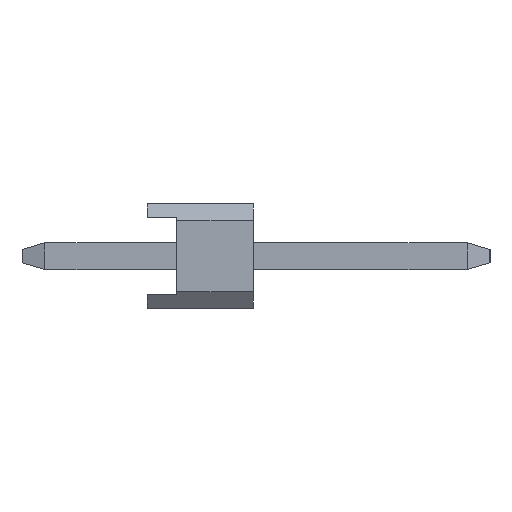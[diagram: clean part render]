
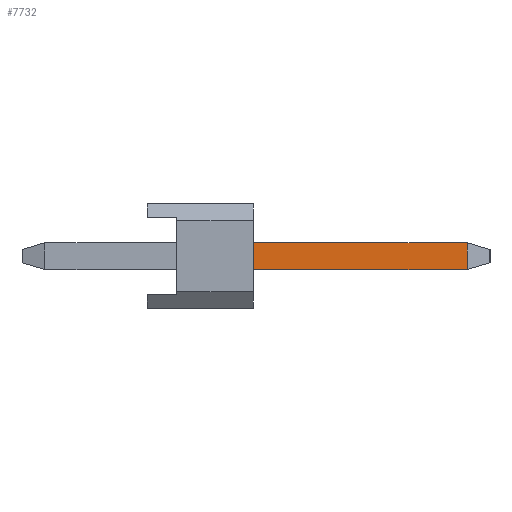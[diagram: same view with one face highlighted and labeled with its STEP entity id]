
A CAD part, left-side view. The second image highlights one B-rep face of the part: STEP entity #7732.
In plain terms, the highlighted planar face has unit normal (-1, 0, 0).
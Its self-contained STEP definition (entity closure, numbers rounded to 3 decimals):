
#4824=EDGE_CURVE('',#4938,#7474,#13786,.T.);
#4938=VERTEX_POINT('',#13912);
#5244=VERTEX_POINT('',#14248);
#5610=EDGE_CURVE('',#7474,#13152,#14651,.T.);
#5924=EDGE_CURVE('',#5244,#4938,#14997,.T.);
#7474=VERTEX_POINT('',#16673);
#7732=ADVANCED_FACE('',(#16961),#16962,.T.);
#8608=EDGE_CURVE('',#13152,#5244,#17983,.T.);
#13152=VERTEX_POINT('',#22997);
#13786=LINE('',#23794,#23795);
#13912=CARTESIAN_POINT('',(-35.88,-7.654,-0.32));
#14248=CARTESIAN_POINT('',(-35.88,-7.654,0.32));
#14651=LINE('',#25057,#25058);
#14997=LINE('',#25567,#25568);
#16673=CARTESIAN_POINT('',(-35.88,-2.54,-0.32));
#16961=FACE_OUTER_BOUND('',#28468,.T.);
#16962=PLANE('',#28469);
#17983=LINE('',#29933,#29934);
#22997=CARTESIAN_POINT('',(-35.88,-2.54,0.32));
#23794=CARTESIAN_POINT('',(-35.88,2.454,-0.32));
#23795=VECTOR('',#37850,1.0);
#25057=CARTESIAN_POINT('',(-35.88,-2.54,0.252));
#25058=VECTOR('',#38695,1.0);
#25567=CARTESIAN_POINT('',(-35.88,-7.654,0.5));
#25568=VECTOR('',#39035,1.0);
#28468=EDGE_LOOP('',(#40795,#40796,#40797,#40798));
#28469=AXIS2_PLACEMENT_3D('',#40799,#40800,#40801);
#29933=CARTESIAN_POINT('',(-35.88,-2.6,0.32));
#29934=VECTOR('',#42439,1.0);
#37850=DIRECTION('',(0.,1.0,0.));
#38695=DIRECTION('',(0.,0.,1.0));
#39035=DIRECTION('',(0.0,0.,-1.0));
#40795=ORIENTED_EDGE('',*,*,#5610,.F.);
#40796=ORIENTED_EDGE('',*,*,#4824,.F.);
#40797=ORIENTED_EDGE('',*,*,#5924,.F.);
#40798=ORIENTED_EDGE('',*,*,#8608,.F.);
#40799=CARTESIAN_POINT('',(-35.88,2.454,0.5));
#40800=DIRECTION('',(-1.0,0.,0.));
#40801=DIRECTION('',(0.,1.0,0.));
#42439=DIRECTION('',(0.,-1.0,0.));
